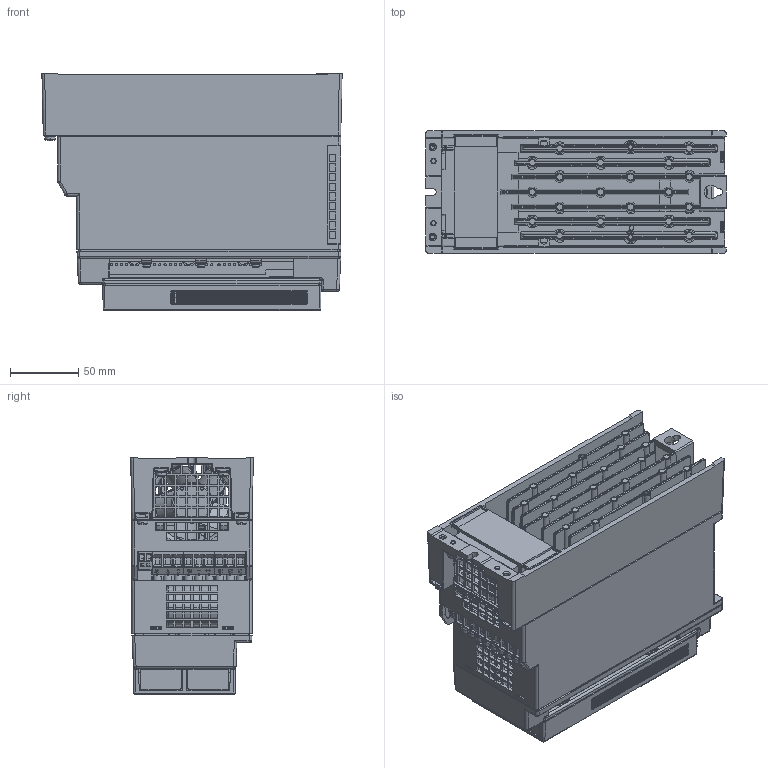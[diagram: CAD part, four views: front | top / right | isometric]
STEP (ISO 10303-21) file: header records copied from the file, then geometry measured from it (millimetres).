
FILE_DESCRIPTION (( 'STEP AP214' ), '1' );
FILE_NAME ('B0F5T00-0000 KEB-COMBIVERT.STEP', '2010-10-12T09:06:07', ( 'KEB' ), ( 'Karl E. Brinkmann GmbH' ), 'SwSTEP 2.0', 'SolidWorks 2007', '' );
FILE_SCHEMA (( 'AUTOMOTIVE_DESIGN' ));
Length unit declared in the file: millimetre
Products named in the file (2): B0F5T00-0000 KEB-COMBIVERT.sldasm-Part-1-1_Standard; B0F5T00-0000 KEB-COMBIVERT
Assembly tree (1 placements, depth 2):
  B0F5T00-0000 KEB-COMBIVERT
    B0F5T00-0000 KEB-COMBIVERT.sldasm-Part-1-1_Standard
Bounding box: 220 x 90 x 173.51 mm (x, y, z)
Surface area: 398141.8 mm2 (no closed solid volume)
Topology: 0 solids, 157 shells, 2146 faces, 9474 edges, 7334 vertices
Faces by surface type: plane 1238, cylinder 440, cone 161, bspline 159, torus 122, sphere 26
Entity records: 123017 total; most frequent: CARTESIAN_POINT 39046, ORIENTED_EDGE 13745, DIRECTION 13684, EDGE_CURVE 9459, VERTEX_POINT 7334, VECTOR 6032, LINE 6032, AXIS2_PLACEMENT_3D 3826
